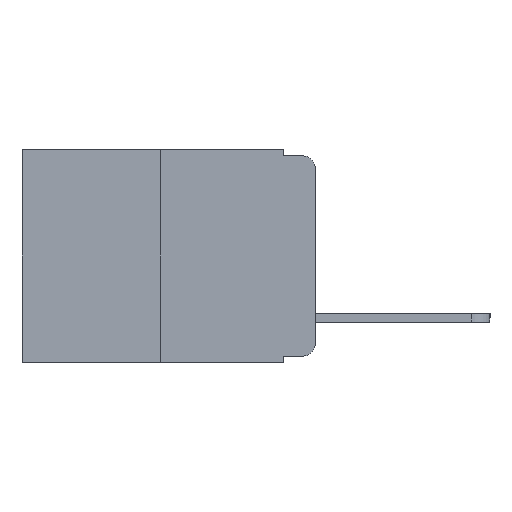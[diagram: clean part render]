
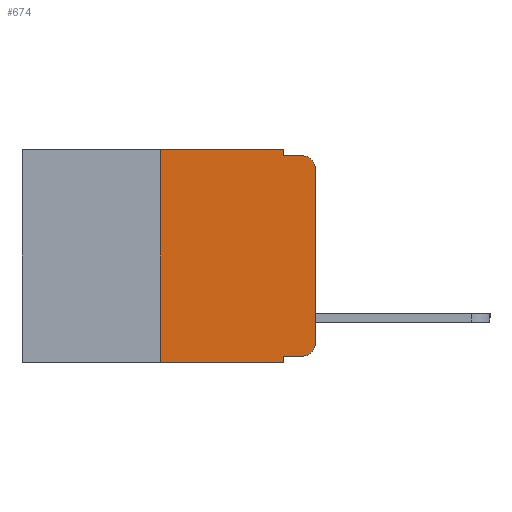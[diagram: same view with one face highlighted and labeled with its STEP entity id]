
A CAD part, left-side view. The second image highlights one B-rep face of the part: STEP entity #674.
In plain terms, the highlighted planar face has unit normal (-1, 0, 0).
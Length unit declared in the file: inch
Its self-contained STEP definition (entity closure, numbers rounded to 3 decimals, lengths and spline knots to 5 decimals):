
#9 = EDGE_CURVE ( 'NONE', #11368, #1767, #8368, .T. ) ;
#202 = VERTEX_POINT ( 'NONE', #2916 ) ;
#242 = ORIENTED_EDGE ( 'NONE', *, *, #10463, .T. ) ;
#534 = VECTOR ( 'NONE', #4024, 39.37008 ) ;
#674 = ADVANCED_FACE ( 'NONE', ( #10179 ), #8196, .F. ) ;
#801 = CARTESIAN_POINT ( 'NONE',  ( 0., 0., 0. ) ) ;
#857 = EDGE_CURVE ( 'NONE', #1533, #6514, #10825, .T. ) ;
#981 = CARTESIAN_POINT ( 'NONE',  ( 0., 0.473, 0. ) ) ;
#1025 = VECTOR ( 'NONE', #5705, 39.37008 ) ;
#1062 = VERTEX_POINT ( 'NONE', #10857 ) ;
#1129 = VECTOR ( 'NONE', #11762, 39.37008 ) ;
#1189 = VERTEX_POINT ( 'NONE', #4011 ) ;
#1531 = DIRECTION ( 'NONE',  ( 0., -1., 0. ) ) ;
#1533 = VERTEX_POINT ( 'NONE', #1847 ) ;
#1536 = AXIS2_PLACEMENT_3D ( 'NONE', #6005, #1569, #6430 ) ;
#1569 = DIRECTION ( 'NONE',  ( 1., 0., 0. ) ) ;
#1767 = VERTEX_POINT ( 'NONE', #1844 ) ;
#1844 = CARTESIAN_POINT ( 'NONE',  ( 0., 0.051, -0.343 ) ) ;
#1847 = CARTESIAN_POINT ( 'NONE',  ( 0., 0.25, -0.343 ) ) ;
#1884 = VECTOR ( 'NONE', #5363, 39.37008 ) ;
#1984 = DIRECTION ( 'NONE',  ( -1., 0., 0. ) ) ;
#2087 = ORIENTED_EDGE ( 'NONE', *, *, #9, .F. ) ;
#2152 = DIRECTION ( 'NONE',  ( 0., -1., 0. ) ) ;
#2417 = EDGE_CURVE ( 'NONE', #6440, #202, #7222, .T. ) ;
#2916 = CARTESIAN_POINT ( 'NONE',  ( 0., 0.051, -0.01 ) ) ;
#3085 = CIRCLE ( 'NONE', #11702, 0.02 ) ;
#3671 = VECTOR ( 'NONE', #2152, 39.37008 ) ;
#3957 = LINE ( 'NONE', #801, #1129 ) ;
#4011 = CARTESIAN_POINT ( 'NONE',  ( 0., 0.02, -0.01 ) ) ;
#4024 = DIRECTION ( 'NONE',  ( 0., 0., -1. ) ) ;
#4064 = DIRECTION ( 'NONE',  ( 0., -1., 0. ) ) ;
#4174 = DIRECTION ( 'NONE',  ( -1., 0., 0. ) ) ;
#4321 = CARTESIAN_POINT ( 'NONE',  ( 0., 0.25, 0. ) ) ;
#4676 = VERTEX_POINT ( 'NONE', #4682 ) ;
#4682 = CARTESIAN_POINT ( 'NONE',  ( 0., 0., -0.03 ) ) ;
#4849 = LINE ( 'NONE', #11342, #1884 ) ;
#4988 = ORIENTED_EDGE ( 'NONE', *, *, #11621, .T. ) ;
#5121 = CARTESIAN_POINT ( 'NONE',  ( 0., 0.25, 0. ) ) ;
#5181 = EDGE_CURVE ( 'NONE', #202, #1189, #4849, .T. ) ;
#5363 = DIRECTION ( 'NONE',  ( 0., -1., 0. ) ) ;
#5702 = VECTOR ( 'NONE', #7695, 39.37008 ) ;
#5705 = DIRECTION ( 'NONE',  ( 0., 0., -1. ) ) ;
#5902 = CARTESIAN_POINT ( 'NONE',  ( 0., 0.051, -0.333 ) ) ;
#5938 = CARTESIAN_POINT ( 'NONE',  ( 0., 0.051, 0. ) ) ;
#5946 = ORIENTED_EDGE ( 'NONE', *, *, #2417, .F. ) ;
#5956 = LINE ( 'NONE', #8971, #9995 ) ;
#6005 = CARTESIAN_POINT ( 'NONE',  ( 0., 0.473, 0. ) ) ;
#6215 = AXIS2_PLACEMENT_3D ( 'NONE', #9465, #4174, #10321 ) ;
#6310 = CARTESIAN_POINT ( 'NONE',  ( 0., 0.02, -0.333 ) ) ;
#6430 = DIRECTION ( 'NONE',  ( 0., 0., -1. ) ) ;
#6440 = VERTEX_POINT ( 'NONE', #5938 ) ;
#6459 = EDGE_CURVE ( 'NONE', #9451, #1062, #7356, .T. ) ;
#6514 = VERTEX_POINT ( 'NONE', #5121 ) ;
#6544 = ORIENTED_EDGE ( 'NONE', *, *, #11932, .T. ) ;
#6941 = ORIENTED_EDGE ( 'NONE', *, *, #6459, .T. ) ;
#7222 = LINE ( 'NONE', #7647, #534 ) ;
#7356 = CIRCLE ( 'NONE', #6215, 0.02 ) ;
#7647 = CARTESIAN_POINT ( 'NONE',  ( 0., 0.051, 0. ) ) ;
#7649 = CARTESIAN_POINT ( 'NONE',  ( 0., 0.02, -0.03 ) ) ;
#7695 = DIRECTION ( 'NONE',  ( 0., 0., 1. ) ) ;
#7722 = ORIENTED_EDGE ( 'NONE', *, *, #5181, .F. ) ;
#8017 = ORIENTED_EDGE ( 'NONE', *, *, #11207, .F. ) ;
#8196 = PLANE ( 'NONE',  #1536 ) ;
#8225 = CARTESIAN_POINT ( 'NONE',  ( 0., 0.051, 0. ) ) ;
#8368 = LINE ( 'NONE', #8225, #1025 ) ;
#8370 = EDGE_LOOP ( 'NONE', ( #4988, #9600, #7722, #5946, #8017, #8789, #6544, #2087, #242, #6941 ) ) ;
#8504 = DIRECTION ( 'NONE',  ( 0., 0., -1. ) ) ;
#8789 = ORIENTED_EDGE ( 'NONE', *, *, #857, .F. ) ;
#8971 = CARTESIAN_POINT ( 'NONE',  ( 0., 0.473, -0.343 ) ) ;
#9399 = VECTOR ( 'NONE', #4064, 39.37008 ) ;
#9451 = VERTEX_POINT ( 'NONE', #6310 ) ;
#9465 = CARTESIAN_POINT ( 'NONE',  ( 0., 0.02, -0.313 ) ) ;
#9600 = ORIENTED_EDGE ( 'NONE', *, *, #10411, .T. ) ;
#9785 = CARTESIAN_POINT ( 'NONE',  ( 0., 0.051, -0.333 ) ) ;
#9995 = VECTOR ( 'NONE', #1531, 39.37008 ) ;
#10179 = FACE_OUTER_BOUND ( 'NONE', #8370, .T. ) ;
#10321 = DIRECTION ( 'NONE',  ( 0., 0., -1. ) ) ;
#10411 = EDGE_CURVE ( 'NONE', #4676, #1189, #3085, .T. ) ;
#10463 = EDGE_CURVE ( 'NONE', #11368, #9451, #11821, .T. ) ;
#10680 = LINE ( 'NONE', #981, #3671 ) ;
#10825 = LINE ( 'NONE', #4321, #5702 ) ;
#10857 = CARTESIAN_POINT ( 'NONE',  ( 0., 0., -0.313 ) ) ;
#11207 = EDGE_CURVE ( 'NONE', #6514, #6440, #10680, .T. ) ;
#11342 = CARTESIAN_POINT ( 'NONE',  ( 0., 0.051, -0.01 ) ) ;
#11368 = VERTEX_POINT ( 'NONE', #9785 ) ;
#11621 = EDGE_CURVE ( 'NONE', #1062, #4676, #3957, .T. ) ;
#11702 = AXIS2_PLACEMENT_3D ( 'NONE', #7649, #1984, #8504 ) ;
#11762 = DIRECTION ( 'NONE',  ( 0., 0., 1. ) ) ;
#11821 = LINE ( 'NONE', #5902, #9399 ) ;
#11932 = EDGE_CURVE ( 'NONE', #1533, #1767, #5956, .T. ) ;
